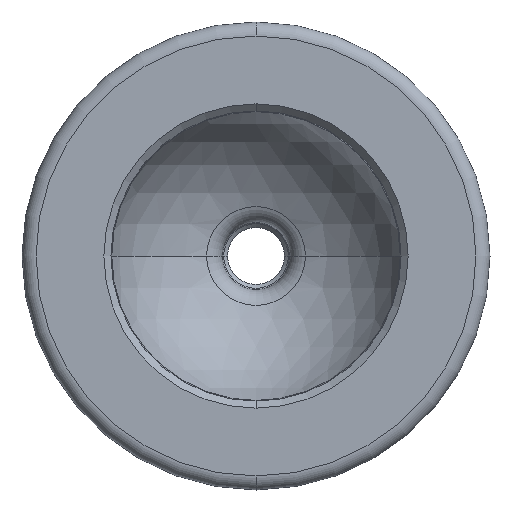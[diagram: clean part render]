
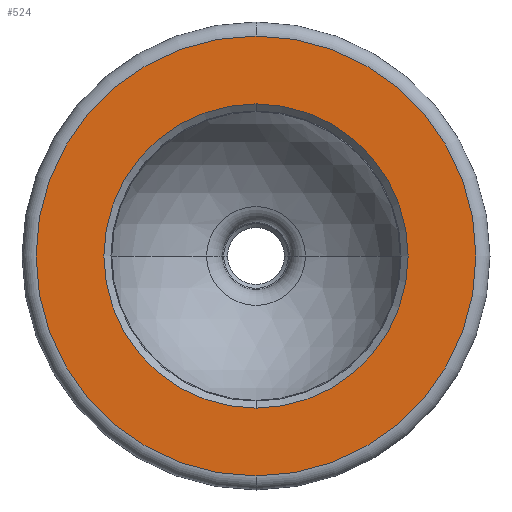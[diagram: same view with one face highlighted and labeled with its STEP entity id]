
A CAD part, front view. The second image highlights one B-rep face of the part: STEP entity #524.
In plain terms, the highlighted planar face has unit normal (0, -1, 0).
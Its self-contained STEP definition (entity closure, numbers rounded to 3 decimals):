
#68 = EDGE_CURVE ( 'NONE', #319, #134, #564, .T. ) ;
#121 = ORIENTED_EDGE ( 'NONE', *, *, #147, .T. ) ;
#134 = VERTEX_POINT ( 'NONE', #565 ) ;
#147 = EDGE_CURVE ( 'NONE', #134, #319, #1562, .T. ) ;
#275 = DIRECTION ( 'NONE',  ( 0., -1., 0. ) ) ;
#319 = VERTEX_POINT ( 'NONE', #2099 ) ;
#348 = CIRCLE ( 'NONE', #2125, 32.5 ) ;
#367 = DIRECTION ( 'NONE',  ( 0., -1., 0. ) ) ;
#368 = DIRECTION ( 'NONE',  ( 0., -1., 0. ) ) ;
#403 = PLANE ( 'NONE',  #2104 ) ;
#439 = EDGE_LOOP ( 'NONE', ( #522, #2296 ) ) ;
#522 = ORIENTED_EDGE ( 'NONE', *, *, #1492, .F. ) ;
#524 = ADVANCED_FACE ( 'NONE', ( #1776, #1896 ), #403, .F. ) ;
#531 = CARTESIAN_POINT ( 'NONE',  ( 0., 0., -32.5 ) ) ;
#564 = CIRCLE ( 'NONE', #581, 47. ) ;
#565 = CARTESIAN_POINT ( 'NONE',  ( 0., 0., -47. ) ) ;
#581 = AXIS2_PLACEMENT_3D ( 'NONE', #1462, #368, #1651 ) ;
#588 = DIRECTION ( 'NONE',  ( 0., 0., -1. ) ) ;
#614 = AXIS2_PLACEMENT_3D ( 'NONE', #642, #1218, #2117 ) ;
#642 = CARTESIAN_POINT ( 'NONE',  ( 0., 0., 0. ) ) ;
#665 = ORIENTED_EDGE ( 'NONE', *, *, #68, .T. ) ;
#692 = AXIS2_PLACEMENT_3D ( 'NONE', #1658, #367, #588 ) ;
#720 = EDGE_LOOP ( 'NONE', ( #121, #665 ) ) ;
#806 = CARTESIAN_POINT ( 'NONE',  ( 0., 0., 32.5 ) ) ;
#826 = EDGE_CURVE ( 'NONE', #2306, #2077, #1480, .T. ) ;
#942 = DIRECTION ( 'NONE',  ( 0., 1., 0. ) ) ;
#1218 = DIRECTION ( 'NONE',  ( 0., -1., 0. ) ) ;
#1379 = CARTESIAN_POINT ( 'NONE',  ( 0., 0., 0. ) ) ;
#1462 = CARTESIAN_POINT ( 'NONE',  ( 0., 0., 0. ) ) ;
#1480 = CIRCLE ( 'NONE', #614, 32.5 ) ;
#1492 = EDGE_CURVE ( 'NONE', #2077, #2306, #348, .T. ) ;
#1531 = DIRECTION ( 'NONE',  ( 0., 0., -1. ) ) ;
#1562 = CIRCLE ( 'NONE', #692, 47. ) ;
#1651 = DIRECTION ( 'NONE',  ( 0., 0., -1. ) ) ;
#1658 = CARTESIAN_POINT ( 'NONE',  ( 0., 0., 0. ) ) ;
#1776 = FACE_BOUND ( 'NONE', #439, .T. ) ;
#1881 = CARTESIAN_POINT ( 'NONE',  ( -47., 0., 0. ) ) ;
#1896 = FACE_OUTER_BOUND ( 'NONE', #720, .T. ) ;
#2072 = DIRECTION ( 'NONE',  ( 0., 0., 1. ) ) ;
#2077 = VERTEX_POINT ( 'NONE', #531 ) ;
#2099 = CARTESIAN_POINT ( 'NONE',  ( 0., 0., 47. ) ) ;
#2104 = AXIS2_PLACEMENT_3D ( 'NONE', #1881, #942, #2072 ) ;
#2117 = DIRECTION ( 'NONE',  ( 0., 0., -1. ) ) ;
#2125 = AXIS2_PLACEMENT_3D ( 'NONE', #1379, #275, #1531 ) ;
#2296 = ORIENTED_EDGE ( 'NONE', *, *, #826, .F. ) ;
#2306 = VERTEX_POINT ( 'NONE', #806 ) ;
